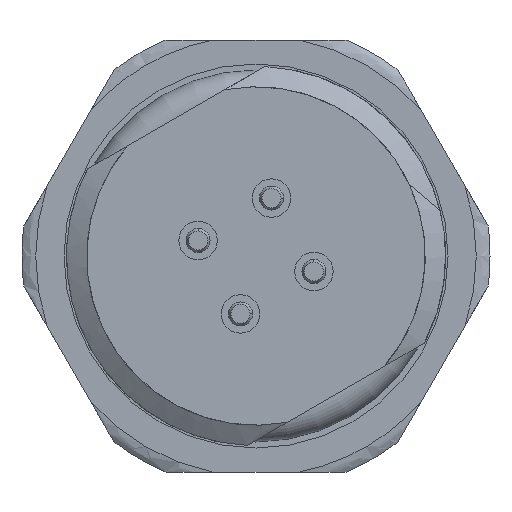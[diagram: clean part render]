
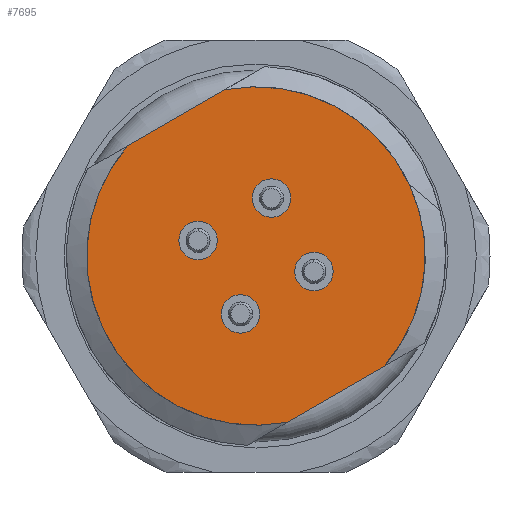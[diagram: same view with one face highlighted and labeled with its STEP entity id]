
A CAD part, front view. The second image highlights one B-rep face of the part: STEP entity #7695.
In plain terms, the highlighted planar face has unit normal (0, -1, 0).
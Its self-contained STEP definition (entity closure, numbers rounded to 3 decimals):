
#25=CARTESIAN_POINT('',(0.,-7.,0.));
#26=DIRECTION('',(0.,1.,0.));
#27=DIRECTION('',(-0.184,0.,0.983));
#28=AXIS2_PLACEMENT_3D('',#25,#26,#27);
#30=CARTESIAN_POINT('',(0.,-7.,0.));
#31=DIRECTION('',(0.,1.,0.));
#32=DIRECTION('',(0.184,0.,-0.983));
#33=AXIS2_PLACEMENT_3D('',#30,#31,#32);
#35=CARTESIAN_POINT('',(0.647,-7.,2.415));
#36=DIRECTION('',(0.,-1.,0.));
#37=DIRECTION('',(-1.,0.,0.));
#38=AXIS2_PLACEMENT_3D('',#35,#36,#37);
#40=CARTESIAN_POINT('',(0.647,-7.,2.415));
#41=DIRECTION('',(0.,-1.,0.));
#42=DIRECTION('',(1.,0.,0.));
#43=AXIS2_PLACEMENT_3D('',#40,#41,#42);
#45=CARTESIAN_POINT('',(-2.415,-7.,0.647));
#46=DIRECTION('',(0.,-1.,0.));
#47=DIRECTION('',(0.,0.,-1.));
#48=AXIS2_PLACEMENT_3D('',#45,#46,#47);
#50=CARTESIAN_POINT('',(-2.415,-7.,0.647));
#51=DIRECTION('',(0.,-1.,0.));
#52=DIRECTION('',(0.,0.,1.));
#53=AXIS2_PLACEMENT_3D('',#50,#51,#52);
#55=CARTESIAN_POINT('',(-0.647,-7.,-2.415));
#56=DIRECTION('',(0.,-1.,0.));
#57=DIRECTION('',(1.,0.,0.));
#58=AXIS2_PLACEMENT_3D('',#55,#56,#57);
#60=CARTESIAN_POINT('',(-0.647,-7.,-2.415));
#61=DIRECTION('',(0.,-1.,0.));
#62=DIRECTION('',(-1.,0.,0.));
#63=AXIS2_PLACEMENT_3D('',#60,#61,#62);
#65=CARTESIAN_POINT('',(2.415,-7.,-0.647));
#66=DIRECTION('',(0.,-1.,0.));
#67=DIRECTION('',(0.,0.,1.));
#68=AXIS2_PLACEMENT_3D('',#65,#66,#67);
#70=CARTESIAN_POINT('',(2.415,-7.,-0.647));
#71=DIRECTION('',(0.,-1.,0.));
#72=DIRECTION('',(0.,0.,-1.));
#73=AXIS2_PLACEMENT_3D('',#70,#71,#72);
#75=DIRECTION('',(-0.866,0.,-0.5));
#76=VECTOR('',#75,4.682);
#77=CARTESIAN_POINT('',(-1.298,-7.,6.93));
#78=LINE('',#77,#76);
#111=DIRECTION('',(0.866,0.,0.5));
#112=VECTOR('',#111,4.682);
#113=CARTESIAN_POINT('',(1.298,-7.,-6.93));
#114=LINE('',#113,#112);
#6534=CARTESIAN_POINT('',(2.415,-7.,0.153));
#6535=CARTESIAN_POINT('',(2.415,-7.,-1.447));
#6536=VERTEX_POINT('',#6534);
#6537=VERTEX_POINT('',#6535);
#6538=CARTESIAN_POINT('',(-1.298,-7.,6.93));
#6539=CARTESIAN_POINT('',(-5.352,-7.,4.589));
#6540=VERTEX_POINT('',#6538);
#6541=VERTEX_POINT('',#6539);
#6542=CARTESIAN_POINT('',(1.298,-7.,-6.93));
#6543=CARTESIAN_POINT('',(5.352,-7.,-4.589));
#6544=VERTEX_POINT('',#6542);
#6545=VERTEX_POINT('',#6543);
#6546=CARTESIAN_POINT('',(-0.153,-7.,2.415));
#6547=CARTESIAN_POINT('',(1.447,-7.,2.415));
#6548=VERTEX_POINT('',#6546);
#6549=VERTEX_POINT('',#6547);
#6550=CARTESIAN_POINT('',(-2.415,-7.,-0.153));
#6551=CARTESIAN_POINT('',(-2.415,-7.,1.447));
#6552=VERTEX_POINT('',#6550);
#6553=VERTEX_POINT('',#6551);
#6554=CARTESIAN_POINT('',(0.153,-7.,-2.415));
#6555=CARTESIAN_POINT('',(-1.447,-7.,-2.415));
#6556=VERTEX_POINT('',#6554);
#6557=VERTEX_POINT('',#6555);
#7657=CARTESIAN_POINT('',(0.,-7.,0.));
#7658=DIRECTION('',(0.,-1.,0.));
#7659=DIRECTION('',(0.866,0.,0.5));
#7660=AXIS2_PLACEMENT_3D('',#7657,#7658,#7659);
#7661=PLANE('',#7660);
#7663=ORIENTED_EDGE('',*,*,#7662,.F.);
#7665=ORIENTED_EDGE('',*,*,#7664,.T.);
#7667=ORIENTED_EDGE('',*,*,#7666,.F.);
#7669=ORIENTED_EDGE('',*,*,#7668,.T.);
#7670=EDGE_LOOP('',(#7663,#7665,#7667,#7669));
#7671=FACE_OUTER_BOUND('',#7670,.F.);
#7673=ORIENTED_EDGE('',*,*,#7672,.T.);
#7675=ORIENTED_EDGE('',*,*,#7674,.T.);
#7676=EDGE_LOOP('',(#7673,#7675));
#7677=FACE_BOUND('',#7676,.F.);
#7679=ORIENTED_EDGE('',*,*,#7678,.T.);
#7681=ORIENTED_EDGE('',*,*,#7680,.T.);
#7682=EDGE_LOOP('',(#7679,#7681));
#7683=FACE_BOUND('',#7682,.F.);
#7685=ORIENTED_EDGE('',*,*,#7684,.T.);
#7687=ORIENTED_EDGE('',*,*,#7686,.T.);
#7688=EDGE_LOOP('',(#7685,#7687));
#7689=FACE_BOUND('',#7688,.F.);
#7690=ORIENTED_EDGE('',*,*,#7647,.T.);
#7692=ORIENTED_EDGE('',*,*,#7691,.T.);
#7693=EDGE_LOOP('',(#7690,#7692));
#7694=FACE_BOUND('',#7693,.F.);
#7695=ADVANCED_FACE('',(#7671,#7677,#7683,#7689,#7694),#7661,.T.);
#29=CIRCLE('',#28,7.05);
#34=CIRCLE('',#33,7.05);
#39=CIRCLE('',#38,0.8);
#44=CIRCLE('',#43,0.8);
#49=CIRCLE('',#48,0.8);
#54=CIRCLE('',#53,0.8);
#59=CIRCLE('',#58,0.8);
#64=CIRCLE('',#63,0.8);
#69=CIRCLE('',#68,0.8);
#74=CIRCLE('',#73,0.8);
#7647=EDGE_CURVE('',#6536,#6537,#69,.T.);
#7662=EDGE_CURVE('',#6540,#6541,#78,.T.);
#7664=EDGE_CURVE('',#6540,#6545,#29,.T.);
#7666=EDGE_CURVE('',#6544,#6545,#114,.T.);
#7668=EDGE_CURVE('',#6544,#6541,#34,.T.);
#7672=EDGE_CURVE('',#6548,#6549,#39,.T.);
#7674=EDGE_CURVE('',#6549,#6548,#44,.T.);
#7678=EDGE_CURVE('',#6552,#6553,#49,.T.);
#7680=EDGE_CURVE('',#6553,#6552,#54,.T.);
#7684=EDGE_CURVE('',#6556,#6557,#59,.T.);
#7686=EDGE_CURVE('',#6557,#6556,#64,.T.);
#7691=EDGE_CURVE('',#6537,#6536,#74,.T.);
